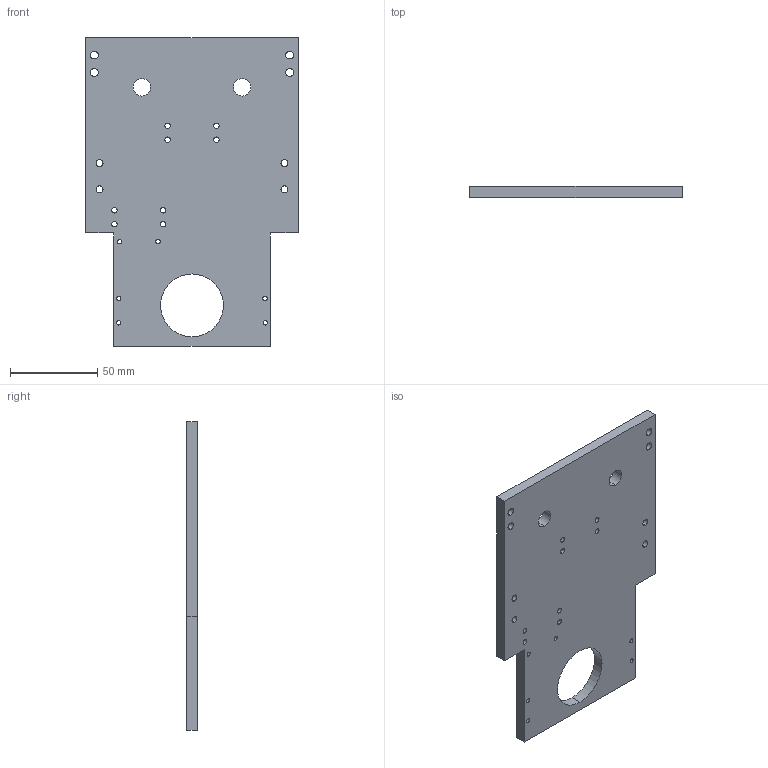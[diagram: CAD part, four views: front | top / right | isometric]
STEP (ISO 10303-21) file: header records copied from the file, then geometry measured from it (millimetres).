
FILE_DESCRIPTION (( 'STEP AP214' ), '1' );
FILE_NAME ('turretBaseFrame.STEP', '2024-06-09T22:16:34', ( '' ), ( '' ), 'SwSTEP 2.0', 'SolidWorks 2022', '' );
FILE_SCHEMA (( 'AUTOMOTIVE_DESIGN' ));
Length unit declared in the file: millimetre
Products named in the file (1): turretBaseFrame
Bounding box: 122 x 6.2 x 177 mm (x, y, z)
Volume: 112439 mm3; surface area: 42506.5 mm2
Topology: 1 solids, 1 shells, 60 faces, 174 edges, 116 vertices
Faces by surface type: cylinder 50, plane 10
Entity records: 2172 total; most frequent: DIRECTION 396, CARTESIAN_POINT 351, ORIENTED_EDGE 348, EDGE_CURVE 174, AXIS2_PLACEMENT_3D 161, VERTEX_POINT 116, EDGE_LOOP 110, CIRCLE 100
